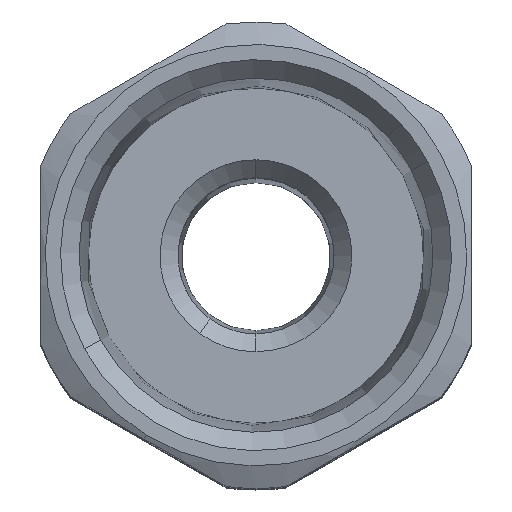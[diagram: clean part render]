
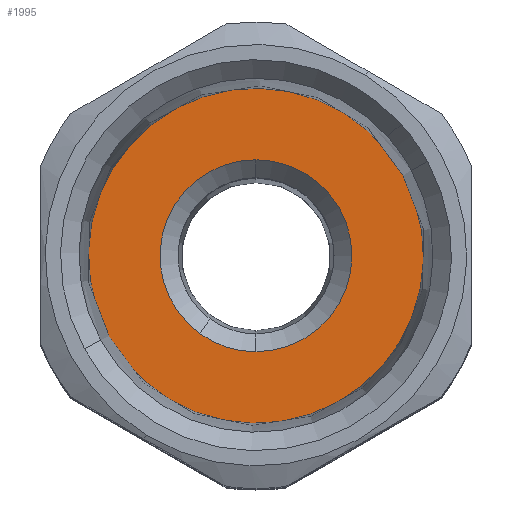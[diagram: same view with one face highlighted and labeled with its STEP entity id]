
A CAD part, top view. The second image highlights one B-rep face of the part: STEP entity #1995.
In plain terms, the highlighted planar face has unit normal (0, 0, 1).
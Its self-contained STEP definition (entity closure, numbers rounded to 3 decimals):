
#1877=AXIS2_PLACEMENT_3D('Circle Axis2P3D',#1875,#1876,$) ;
#1901=AXIS2_PLACEMENT_3D('Circle Axis2P3D',#1899,#1900,$) ;
#1963=AXIS2_PLACEMENT_3D('Plane Axis2P3D',#1960,#1961,#1962) ;
#1971=AXIS2_PLACEMENT_3D('Circle Axis2P3D',#1969,#1970,$) ;
#1980=AXIS2_PLACEMENT_3D('Circle Axis2P3D',#1978,#1979,$) ;
#1987=AXIS2_PLACEMENT_3D('Circle Axis2P3D',#1985,#1986,$) ;
#1872=CARTESIAN_POINT('Vertex',(20.197,17.478,49.75)) ;
#1875=CARTESIAN_POINT('Axis2P3D Location',(12.,13.,49.75)) ;
#1879=CARTESIAN_POINT('Vertex',(3.803,8.522,49.75)) ;
#1899=CARTESIAN_POINT('Axis2P3D Location',(12.,13.,49.75)) ;
#1960=CARTESIAN_POINT('Axis2P3D Location',(12.,13.,49.75)) ;
#1969=CARTESIAN_POINT('Axis2P3D Location',(12.,13.,49.75)) ;
#1973=CARTESIAN_POINT('Vertex',(8.855,8.672,49.75)) ;
#1975=CARTESIAN_POINT('Vertex',(12.,7.65,49.75)) ;
#1978=CARTESIAN_POINT('Axis2P3D Location',(12.,13.,49.75)) ;
#1982=CARTESIAN_POINT('Vertex',(12.,18.35,49.75)) ;
#1985=CARTESIAN_POINT('Axis2P3D Location',(12.,13.,49.75)) ;
#1876=DIRECTION('Axis2P3D Direction',(0.,-0.,1.)) ;
#1900=DIRECTION('Axis2P3D Direction',(0.,-0.,1.)) ;
#1961=DIRECTION('Axis2P3D Direction',(0.,0.,1.)) ;
#1962=DIRECTION('Axis2P3D XDirection',(0.,1.,0.)) ;
#1970=DIRECTION('Axis2P3D Direction',(0.,0.,1.)) ;
#1979=DIRECTION('Axis2P3D Direction',(0.,0.,1.)) ;
#1986=DIRECTION('Axis2P3D Direction',(0.,0.,1.)) ;
#1966=ORIENTED_EDGE('',*,*,#1881,.T.) ;
#1967=ORIENTED_EDGE('',*,*,#1903,.T.) ;
#1991=ORIENTED_EDGE('',*,*,#1977,.F.) ;
#1992=ORIENTED_EDGE('',*,*,#1984,.F.) ;
#1993=ORIENTED_EDGE('',*,*,#1989,.F.) ;
#1994=FACE_BOUND('',#1990,.T.) ;
#1995=ADVANCED_FACE('BODY',(#1968,#1994),#1964,.T.) ;
#1878=CIRCLE('generated circle',#1877,9.341) ;
#1902=CIRCLE('generated circle',#1901,9.341) ;
#1972=CIRCLE('generated circle',#1971,5.35) ;
#1981=CIRCLE('generated circle',#1980,5.35) ;
#1988=CIRCLE('generated circle',#1987,5.35) ;
#1881=EDGE_CURVE('',#1880,#1873,#1878,.T.) ;
#1903=EDGE_CURVE('',#1873,#1880,#1902,.T.) ;
#1977=EDGE_CURVE('',#1974,#1976,#1972,.T.) ;
#1984=EDGE_CURVE('',#1983,#1974,#1981,.T.) ;
#1989=EDGE_CURVE('',#1976,#1983,#1988,.T.) ;
#1965=EDGE_LOOP('',(#1966,#1967)) ;
#1990=EDGE_LOOP('',(#1991,#1992,#1993)) ;
#1968=FACE_OUTER_BOUND('',#1965,.T.) ;
#1964=PLANE('',#1963) ;
#1873=VERTEX_POINT('',#1872) ;
#1880=VERTEX_POINT('',#1879) ;
#1974=VERTEX_POINT('',#1973) ;
#1976=VERTEX_POINT('',#1975) ;
#1983=VERTEX_POINT('',#1982) ;
